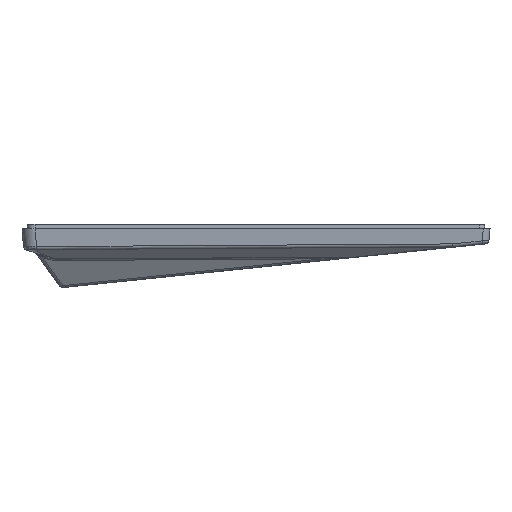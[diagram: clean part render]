
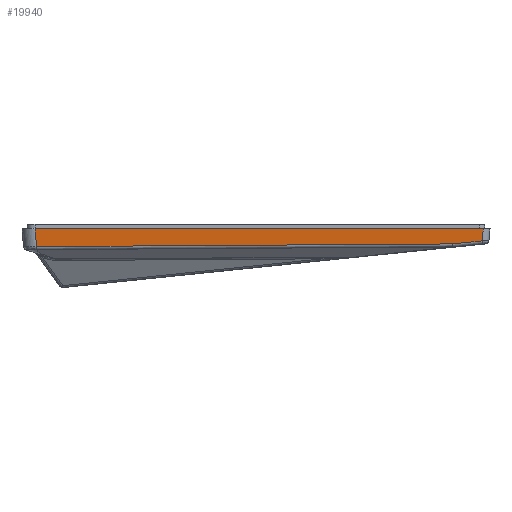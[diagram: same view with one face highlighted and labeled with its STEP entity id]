
A CAD part, left-side view. The second image highlights one B-rep face of the part: STEP entity #19940.
In plain terms, the highlighted planar face has unit normal (-0.996, 0, -0.087).
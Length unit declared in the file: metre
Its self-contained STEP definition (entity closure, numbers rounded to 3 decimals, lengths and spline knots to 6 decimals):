
#422=B_SPLINE_CURVE_WITH_KNOTS('',3,(#32274,#32275,#32276,#32277),
 .UNSPECIFIED.,.F.,.F.,(4,4),(0.,0.000104),
 .UNSPECIFIED.);
#3088=ORIENTED_EDGE('',*,*,#8983,.T.);
#3089=ORIENTED_EDGE('',*,*,#8984,.T.);
#3090=ORIENTED_EDGE('',*,*,#8946,.T.);
#3091=ORIENTED_EDGE('',*,*,#8985,.T.);
#3092=ORIENTED_EDGE('',*,*,#8986,.T.);
#3093=ORIENTED_EDGE('',*,*,#8987,.T.);
#8946=EDGE_CURVE('',#11878,#11879,#13261,.T.);
#8983=EDGE_CURVE('',#11913,#11914,#13283,.T.);
#8984=EDGE_CURVE('',#11914,#11878,#13284,.F.);
#8985=EDGE_CURVE('',#11879,#11915,#422,.T.);
#8986=EDGE_CURVE('',#11915,#11916,#13285,.F.);
#8987=EDGE_CURVE('',#11916,#11913,#13286,.F.);
#11878=VERTEX_POINT('',#32147);
#11879=VERTEX_POINT('',#32148);
#11913=VERTEX_POINT('',#32271);
#11914=VERTEX_POINT('',#32272);
#11915=VERTEX_POINT('',#32278);
#11916=VERTEX_POINT('',#32280);
#13261=LINE('',#32146,#15079);
#13283=LINE('',#32270,#15101);
#13284=LINE('',#32273,#15102);
#13285=LINE('',#32279,#15103);
#13286=LINE('',#32281,#15104);
#15079=VECTOR('',#25046,1.);
#15101=VECTOR('',#25088,1.);
#15102=VECTOR('',#25089,1.);
#15103=VECTOR('',#25090,1.);
#15104=VECTOR('',#25091,1.);
#16545=EDGE_LOOP('',(#3088,#3089,#3090,#3091,#3092,#3093));
#18015=FACE_BOUND('',#16545,.T.);
#19386=PLANE('',#21732);
#19940=ADVANCED_FACE('',(#18015),#19386,.T.);
#21732=AXIS2_PLACEMENT_3D('',#32269,#25086,#25087);
#25046=DIRECTION('',(0.087,-0.087,-0.992));
#25086=DIRECTION('',(-0.996,0.,-0.087));
#25087=DIRECTION('',(0.087,0.,-0.996));
#25088=DIRECTION('',(-0.087,-0.087,0.992));
#25089=DIRECTION('',(0.,-1.,0.));
#25090=DIRECTION('',(0.001,1.,-0.007));
#25091=DIRECTION('',(0.009,0.995,-0.103));
#32146=CARTESIAN_POINT('',(-0.063677,0.073972,-0.019282));
#32147=CARTESIAN_POINT('',(-0.064306,0.074601,-0.012092));
#32148=CARTESIAN_POINT('',(-0.063714,0.074009,-0.018857));
#32269=CARTESIAN_POINT('',(-0.064322,-0.009865,-0.0119));
#32270=CARTESIAN_POINT('',(-0.06367,-0.095763,-0.019358));
#32271=CARTESIAN_POINT('',(-0.063906,-0.095999,-0.016658));
#32272=CARTESIAN_POINT('',(-0.064306,-0.096398,-0.012092));
#32273=CARTESIAN_POINT('',(-0.064306,-0.009865,-0.012092));
#32274=CARTESIAN_POINT('',(-0.063714,0.074009,-0.018857));
#32275=CARTESIAN_POINT('',(-0.063714,0.073974,-0.018857));
#32276=CARTESIAN_POINT('',(-0.063714,0.073939,-0.018857));
#32277=CARTESIAN_POINT('',(-0.063714,0.073905,-0.018857));
#32278=CARTESIAN_POINT('',(-0.063714,0.073905,-0.018857));
#32279=CARTESIAN_POINT('',(-0.063807,-0.089484,-0.017794));
#32280=CARTESIAN_POINT('',(-0.063804,-0.084705,-0.017825));
#32281=CARTESIAN_POINT('',(-0.063676,-0.070514,-0.019291));
